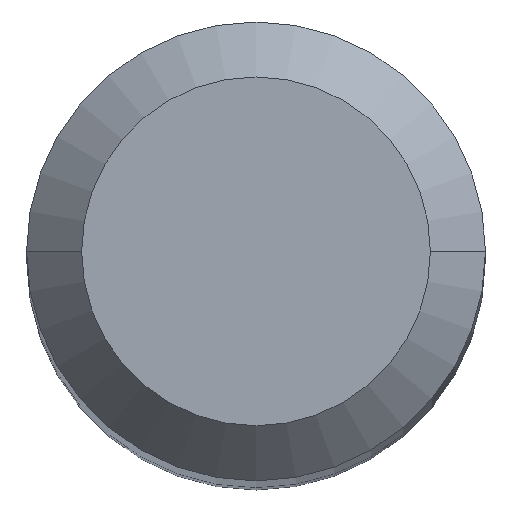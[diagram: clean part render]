
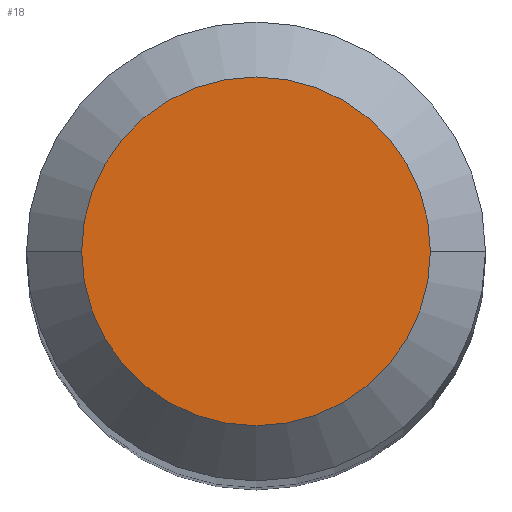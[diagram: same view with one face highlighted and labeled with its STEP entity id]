
A CAD part, top view. The second image highlights one B-rep face of the part: STEP entity #18.
In plain terms, the highlighted planar face has unit normal (0, 0, 1).
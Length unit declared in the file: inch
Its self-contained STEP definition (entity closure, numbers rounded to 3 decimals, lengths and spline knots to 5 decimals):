
#1 = DIRECTION ( 'NONE',  ( 0., 0., 1. ) ) ;
#4 = AXIS2_PLACEMENT_3D ( 'NONE', #255, #1, #55 ) ;
#8 = DIRECTION ( 'NONE',  ( 0., 0., 1. ) ) ;
#12 = AXIS2_PLACEMENT_3D ( 'NONE', #121, #225, #323 ) ;
#16 = CIRCLE ( 'NONE', #56, 0.0475 ) ;
#18 = ADVANCED_FACE ( 'NONE', ( #50 ), #171, .T. ) ;
#48 = ORIENTED_EDGE ( 'NONE', *, *, #182, .T. ) ;
#50 = FACE_OUTER_BOUND ( 'NONE', #88, .T. ) ;
#55 = DIRECTION ( 'NONE',  ( 1., 0., 0. ) ) ;
#56 = AXIS2_PLACEMENT_3D ( 'NONE', #233, #8, #106 ) ;
#75 = ORIENTED_EDGE ( 'NONE', *, *, #198, .T. ) ;
#88 = EDGE_LOOP ( 'NONE', ( #75, #48 ) ) ;
#106 = DIRECTION ( 'NONE',  ( 1., 0., 0. ) ) ;
#121 = CARTESIAN_POINT ( 'NONE',  ( 0., 0., 1.5 ) ) ;
#129 = CIRCLE ( 'NONE', #4, 0.0475 ) ;
#169 = VERTEX_POINT ( 'NONE', #203 ) ;
#171 = PLANE ( 'NONE',  #12 ) ;
#182 = EDGE_CURVE ( 'NONE', #169, #265, #16, .T. ) ;
#198 = EDGE_CURVE ( 'NONE', #265, #169, #129, .T. ) ;
#203 = CARTESIAN_POINT ( 'NONE',  ( 0.0475, 0., 1.5 ) ) ;
#225 = DIRECTION ( 'NONE',  ( 0., 0., 1. ) ) ;
#233 = CARTESIAN_POINT ( 'NONE',  ( 0., 0., 1.5 ) ) ;
#235 = CARTESIAN_POINT ( 'NONE',  ( -0.0475, 0., 1.5 ) ) ;
#255 = CARTESIAN_POINT ( 'NONE',  ( 0., 0., 1.5 ) ) ;
#265 = VERTEX_POINT ( 'NONE', #235 ) ;
#323 = DIRECTION ( 'NONE',  ( 1., 0., 0. ) ) ;
